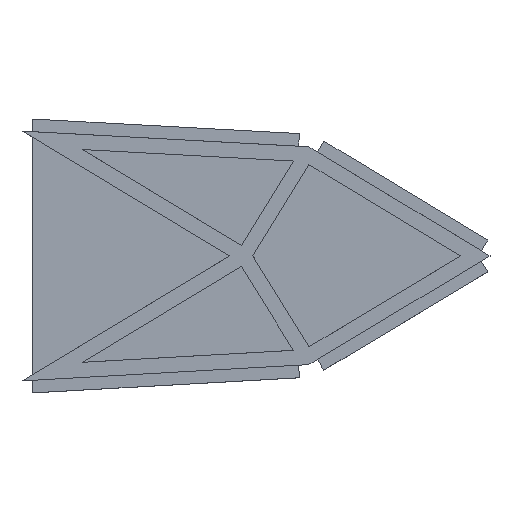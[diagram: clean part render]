
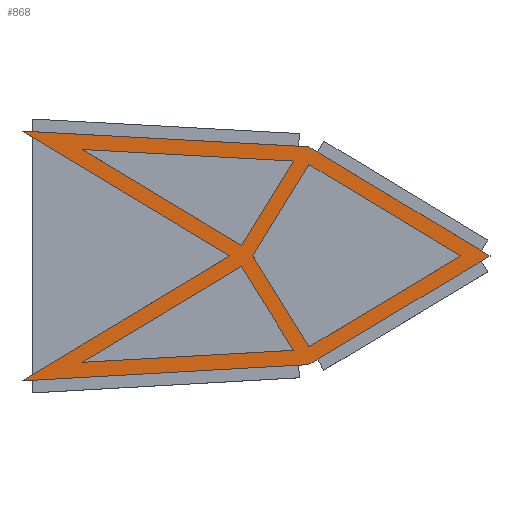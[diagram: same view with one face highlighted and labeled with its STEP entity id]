
A CAD part, top view. The second image highlights one B-rep face of the part: STEP entity #868.
In plain terms, the highlighted planar face has unit normal (0, 0, 1).
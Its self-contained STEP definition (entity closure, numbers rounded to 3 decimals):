
#19=FACE_BOUND('',#80,.T.);
#20=FACE_BOUND('',#81,.T.);
#21=FACE_BOUND('',#82,.T.);
#30=FACE_OUTER_BOUND('',#79,.T.);
#79=EDGE_LOOP('',(#599,#600,#601,#602,#603,#604,#605,#606,#607,#608,#609,
#610,#611,#612,#613,#614));
#80=EDGE_LOOP('',(#615,#616,#617));
#81=EDGE_LOOP('',(#618,#619,#620));
#82=EDGE_LOOP('',(#621,#622,#623,#624));
#123=LINE('',#1205,#245);
#130=LINE('',#1220,#252);
#137=LINE('',#1235,#259);
#144=LINE('',#1250,#266);
#151=LINE('',#1264,#273);
#152=LINE('',#1265,#274);
#153=LINE('',#1267,#275);
#154=LINE('',#1269,#276);
#155=LINE('',#1271,#277);
#156=LINE('',#1273,#278);
#157=LINE('',#1275,#279);
#158=LINE('',#1276,#280);
#159=LINE('',#1278,#281);
#160=LINE('',#1279,#282);
#161=LINE('',#1281,#283);
#162=LINE('',#1282,#284);
#163=LINE('',#1285,#285);
#164=LINE('',#1287,#286);
#165=LINE('',#1288,#287);
#166=LINE('',#1291,#288);
#167=LINE('',#1293,#289);
#168=LINE('',#1294,#290);
#169=LINE('',#1297,#291);
#170=LINE('',#1299,#292);
#171=LINE('',#1301,#293);
#172=LINE('',#1302,#294);
#245=VECTOR('',#980,10.);
#252=VECTOR('',#991,10.);
#259=VECTOR('',#1002,10.);
#266=VECTOR('',#1013,10.);
#273=VECTOR('',#1024,10.);
#274=VECTOR('',#1025,10.);
#275=VECTOR('',#1026,10.);
#276=VECTOR('',#1027,10.);
#277=VECTOR('',#1028,10.);
#278=VECTOR('',#1029,10.);
#279=VECTOR('',#1030,10.);
#280=VECTOR('',#1031,10.);
#281=VECTOR('',#1032,10.);
#282=VECTOR('',#1033,10.);
#283=VECTOR('',#1034,10.);
#284=VECTOR('',#1035,10.);
#285=VECTOR('',#1036,10.);
#286=VECTOR('',#1037,10.);
#287=VECTOR('',#1038,10.);
#288=VECTOR('',#1039,10.);
#289=VECTOR('',#1040,10.);
#290=VECTOR('',#1041,10.);
#291=VECTOR('',#1042,10.);
#292=VECTOR('',#1043,10.);
#293=VECTOR('',#1044,10.);
#294=VECTOR('',#1045,10.);
#367=VERTEX_POINT('',#1203);
#368=VERTEX_POINT('',#1204);
#373=VERTEX_POINT('',#1218);
#374=VERTEX_POINT('',#1219);
#379=VERTEX_POINT('',#1233);
#380=VERTEX_POINT('',#1234);
#385=VERTEX_POINT('',#1248);
#386=VERTEX_POINT('',#1249);
#391=VERTEX_POINT('',#1263);
#392=VERTEX_POINT('',#1266);
#393=VERTEX_POINT('',#1268);
#394=VERTEX_POINT('',#1270);
#395=VERTEX_POINT('',#1272);
#396=VERTEX_POINT('',#1274);
#397=VERTEX_POINT('',#1277);
#398=VERTEX_POINT('',#1280);
#399=VERTEX_POINT('',#1283);
#400=VERTEX_POINT('',#1284);
#401=VERTEX_POINT('',#1286);
#402=VERTEX_POINT('',#1289);
#403=VERTEX_POINT('',#1290);
#404=VERTEX_POINT('',#1292);
#405=VERTEX_POINT('',#1295);
#406=VERTEX_POINT('',#1296);
#407=VERTEX_POINT('',#1298);
#408=VERTEX_POINT('',#1300);
#445=EDGE_CURVE('',#367,#368,#123,.T.);
#452=EDGE_CURVE('',#373,#374,#130,.T.);
#459=EDGE_CURVE('',#379,#380,#137,.T.);
#466=EDGE_CURVE('',#385,#386,#144,.T.);
#473=EDGE_CURVE('',#368,#391,#151,.T.);
#474=EDGE_CURVE('',#391,#385,#152,.T.);
#475=EDGE_CURVE('',#386,#392,#153,.T.);
#476=EDGE_CURVE('',#392,#393,#154,.T.);
#477=EDGE_CURVE('',#393,#394,#155,.T.);
#478=EDGE_CURVE('',#394,#395,#156,.T.);
#479=EDGE_CURVE('',#395,#396,#157,.T.);
#480=EDGE_CURVE('',#396,#379,#158,.T.);
#481=EDGE_CURVE('',#380,#397,#159,.T.);
#482=EDGE_CURVE('',#397,#373,#160,.T.);
#483=EDGE_CURVE('',#374,#398,#161,.T.);
#484=EDGE_CURVE('',#398,#367,#162,.T.);
#485=EDGE_CURVE('',#399,#400,#163,.T.);
#486=EDGE_CURVE('',#400,#401,#164,.T.);
#487=EDGE_CURVE('',#401,#399,#165,.T.);
#488=EDGE_CURVE('',#402,#403,#166,.T.);
#489=EDGE_CURVE('',#403,#404,#167,.T.);
#490=EDGE_CURVE('',#404,#402,#168,.T.);
#491=EDGE_CURVE('',#405,#406,#169,.T.);
#492=EDGE_CURVE('',#406,#407,#170,.T.);
#493=EDGE_CURVE('',#407,#408,#171,.T.);
#494=EDGE_CURVE('',#408,#405,#172,.T.);
#599=ORIENTED_EDGE('',*,*,#445,.T.);
#600=ORIENTED_EDGE('',*,*,#473,.T.);
#601=ORIENTED_EDGE('',*,*,#474,.T.);
#602=ORIENTED_EDGE('',*,*,#466,.T.);
#603=ORIENTED_EDGE('',*,*,#475,.T.);
#604=ORIENTED_EDGE('',*,*,#476,.T.);
#605=ORIENTED_EDGE('',*,*,#477,.T.);
#606=ORIENTED_EDGE('',*,*,#478,.T.);
#607=ORIENTED_EDGE('',*,*,#479,.T.);
#608=ORIENTED_EDGE('',*,*,#480,.T.);
#609=ORIENTED_EDGE('',*,*,#459,.T.);
#610=ORIENTED_EDGE('',*,*,#481,.T.);
#611=ORIENTED_EDGE('',*,*,#482,.T.);
#612=ORIENTED_EDGE('',*,*,#452,.T.);
#613=ORIENTED_EDGE('',*,*,#483,.T.);
#614=ORIENTED_EDGE('',*,*,#484,.T.);
#615=ORIENTED_EDGE('',*,*,#485,.T.);
#616=ORIENTED_EDGE('',*,*,#486,.T.);
#617=ORIENTED_EDGE('',*,*,#487,.T.);
#618=ORIENTED_EDGE('',*,*,#488,.T.);
#619=ORIENTED_EDGE('',*,*,#489,.T.);
#620=ORIENTED_EDGE('',*,*,#490,.T.);
#621=ORIENTED_EDGE('',*,*,#491,.T.);
#622=ORIENTED_EDGE('',*,*,#492,.T.);
#623=ORIENTED_EDGE('',*,*,#493,.T.);
#624=ORIENTED_EDGE('',*,*,#494,.T.);
#819=PLANE('',#932);
#868=ADVANCED_FACE('',(#30,#19,#20,#21),#819,.T.);
#932=AXIS2_PLACEMENT_3D('',#1262,#1022,#1023);
#980=DIRECTION('',(-0.856,0.516,0.));
#991=DIRECTION('',(0.858,0.514,0.));
#1002=DIRECTION('',(0.998,0.057,0.));
#1013=DIRECTION('',(-0.999,0.054,0.));
#1022=DIRECTION('center_axis',(0.,0.,1.));
#1023=DIRECTION('ref_axis',(1.,0.,0.));
#1024=DIRECTION('',(-0.856,0.516,0.));
#1025=DIRECTION('',(-0.999,0.054,0.));
#1026=DIRECTION('',(-0.999,0.054,0.));
#1027=DIRECTION('',(0.857,-0.516,0.));
#1028=DIRECTION('',(0.857,-0.516,0.));
#1029=DIRECTION('',(-0.857,-0.516,0.));
#1030=DIRECTION('',(-0.857,-0.516,0.));
#1031=DIRECTION('',(0.998,0.057,0.));
#1032=DIRECTION('',(0.998,0.057,0.));
#1033=DIRECTION('',(0.858,0.514,0.));
#1034=DIRECTION('',(0.858,0.514,0.));
#1035=DIRECTION('',(-0.856,0.516,0.));
#1036=DIRECTION('',(0.857,0.516,0.));
#1037=DIRECTION('',(0.525,-0.851,0.));
#1038=DIRECTION('',(-0.998,-0.057,0.));
#1039=DIRECTION('',(-0.523,-0.852,0.));
#1040=DIRECTION('',(-0.857,0.516,0.));
#1041=DIRECTION('',(0.999,-0.054,0.));
#1042=DIRECTION('',(0.856,-0.516,0.));
#1043=DIRECTION('',(-0.858,-0.514,0.));
#1044=DIRECTION('',(-0.525,0.851,0.));
#1045=DIRECTION('',(0.523,0.852,0.));
#1203=CARTESIAN_POINT('',(94.123,2.058,0.));
#1204=CARTESIAN_POINT('',(29.101,41.249,0.));
#1205=CARTESIAN_POINT('',(29.289,41.136,0.));
#1218=CARTESIAN_POINT('',(29.105,-41.027,0.));
#1219=CARTESIAN_POINT('',(94.118,-2.064,0.));
#1220=CARTESIAN_POINT('',(61.693,-21.496,0.));
#1233=CARTESIAN_POINT('',(-84.059,-49.318,0.));
#1234=CARTESIAN_POINT('',(21.674,-43.31,0.));
#1235=CARTESIAN_POINT('',(14.463,-43.72,0.));
#1248=CARTESIAN_POINT('',(21.675,43.532,0.));
#1249=CARTESIAN_POINT('',(-84.009,49.297,0.));
#1250=CARTESIAN_POINT('',(-38.423,46.81,0.));
#1262=CARTESIAN_POINT('Origin',(4.745,-0.01,0.));
#1263=CARTESIAN_POINT('',(25.675,43.314,0.));
#1264=CARTESIAN_POINT('',(29.101,41.249,0.));
#1265=CARTESIAN_POINT('',(25.675,43.314,0.));
#1266=CARTESIAN_POINT('',(-88.009,49.515,0.));
#1267=CARTESIAN_POINT('',(-84.009,49.297,0.));
#1268=CARTESIAN_POINT('',(-84.009,47.105,0.));
#1269=CARTESIAN_POINT('',(-88.009,49.515,0.));
#1270=CARTESIAN_POINT('',(-5.814,0.,0.));
#1271=CARTESIAN_POINT('',(-1.938,-2.335,0.));
#1272=CARTESIAN_POINT('',(-84.009,-47.105,0.));
#1273=CARTESIAN_POINT('',(-41.04,-21.22,0.));
#1274=CARTESIAN_POINT('',(-88.059,-49.545,0.));
#1275=CARTESIAN_POINT('',(-84.009,-47.105,0.));
#1276=CARTESIAN_POINT('',(-88.059,-49.545,0.));
#1277=CARTESIAN_POINT('',(25.674,-43.083,0.));
#1278=CARTESIAN_POINT('',(21.674,-43.31,0.));
#1279=CARTESIAN_POINT('',(25.674,-43.083,0.));
#1280=CARTESIAN_POINT('',(97.549,-0.007,0.));
#1281=CARTESIAN_POINT('',(94.118,-2.064,0.));
#1282=CARTESIAN_POINT('',(97.549,-0.007,0.));
#1283=CARTESIAN_POINT('',(-64.205,-42.18,0.));
#1284=CARTESIAN_POINT('',(-1.022,-4.118,0.));
#1285=CARTESIAN_POINT('',(2.002,-2.296,0.));
#1286=CARTESIAN_POINT('',(19.532,-37.422,0.));
#1287=CARTESIAN_POINT('',(9.133,-20.571,0.));
#1288=CARTESIAN_POINT('',(-28.647,-40.16,0.));
#1289=CARTESIAN_POINT('',(19.548,37.639,0.));
#1290=CARTESIAN_POINT('',(-1.022,4.118,0.));
#1291=CARTESIAN_POINT('',(-1.153,3.904,0.));
#1292=CARTESIAN_POINT('',(-64.255,42.21,0.));
#1293=CARTESIAN_POINT('',(-29.611,21.34,0.));
#1294=CARTESIAN_POINT('',(13.192,37.986,0.));
#1295=CARTESIAN_POINT('',(25.745,36.266,0.));
#1296=CARTESIAN_POINT('',(85.902,0.007,0.));
#1297=CARTESIAN_POINT('',(56.141,17.945,0.));
#1298=CARTESIAN_POINT('',(25.736,-36.051,0.));
#1299=CARTESIAN_POINT('',(25.96,-35.917,0.));
#1300=CARTESIAN_POINT('',(3.486,-0.007,0.));
#1301=CARTESIAN_POINT('',(3.661,-0.29,0.));
#1302=CARTESIAN_POINT('',(14.787,18.409,0.));
